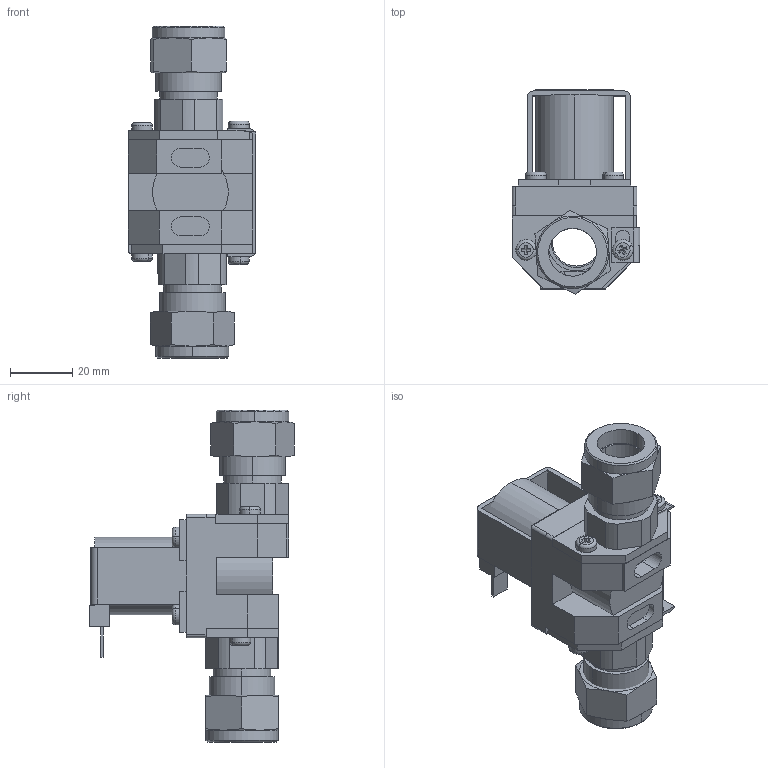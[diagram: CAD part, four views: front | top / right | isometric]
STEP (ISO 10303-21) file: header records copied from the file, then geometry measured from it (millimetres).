
FILE_DESCRIPTION (( 'STEP AP203' ), '1' );
FILE_NAME ('Solenoid.STEP', '2023-06-28T09:30:28', ( '' ), ( '' ), 'SwSTEP 2.0', 'SolidWorks 2020', '' );
FILE_SCHEMA (( 'CONFIG_CONTROL_DESIGN' ));
Length unit declared in the file: millimetre
Products named in the file (1): Solenoid
Bounding box: 41 x 65.62 x 106.45 mm (x, y, z)
Surface area: 26989.2 mm2 (no closed solid volume)
Topology: 0 solids, 20 shells, 409 faces, 1117 edges, 737 vertices
Faces by surface type: plane 255, cylinder 75, cone 32, bspline 31, torus 16
Entity records: 14735 total; most frequent: CARTESIAN_POINT 4466, DIRECTION 2035, ORIENTED_EDGE 2033, EDGE_CURVE 1117, VERTEX_POINT 737, LINE 735, VECTOR 735, AXIS2_PLACEMENT_3D 650
